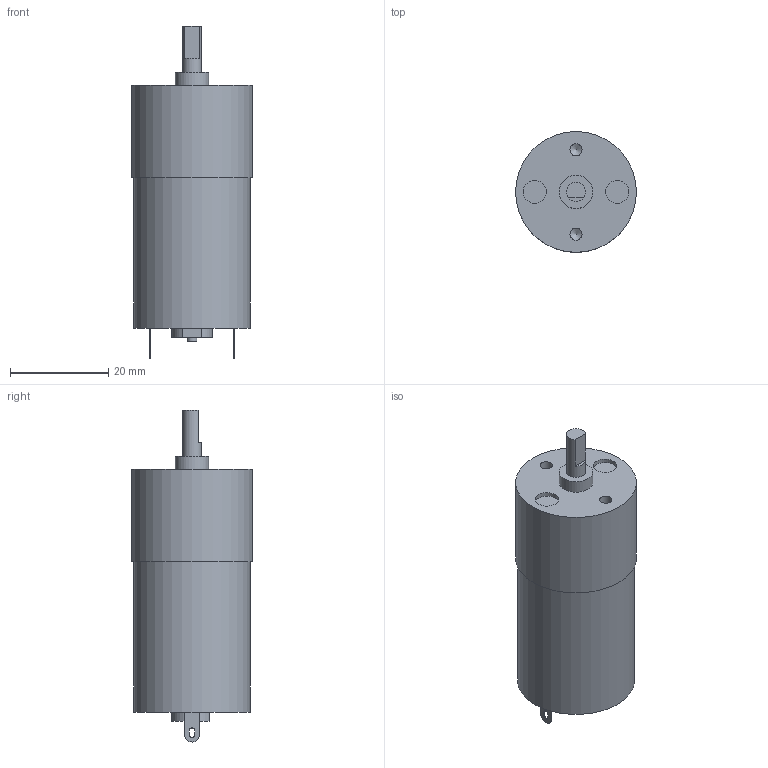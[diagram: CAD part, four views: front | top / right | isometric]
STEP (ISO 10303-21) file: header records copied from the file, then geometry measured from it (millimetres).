
FILE_DESCRIPTION(/* description */ (''),/* implementation_level */ '2;1');
FILE_NAME(/* name */ 'Motor.iam.stp',/* time_stamp */ '2014-02-16T10:53:16-05:00',/* author */ ('Spooner'),/* organization */ (''),/* preprocessor_version */ 'ST-DEVELOPER v15.2',/* originating_system */ 'Autodesk Inventor 2014',/* authorisation */ '');
FILE_SCHEMA (('AUTOMOTIVE_DESIGN { 1 0 10303 214 3 1 1 }'));
Length unit declared in the file: inch
Products named in the file (3): Motor Body; Motor Shaft; Motor
Bounding box: 24.59 x 24.59 x 67.53 mm (x, y, z)
Volume: 22688.9 mm3; surface area: 5129.6 mm2
Topology: 2 solids, 2 shells, 45 faces, 94 edges, 62 vertices
Faces by surface type: plane 26, cylinder 17, cone 2
Full cylindrical faces by diameter (mm): 1.981 x1, 2.464 x2, 3.81 x1, 3.861 x1, 4.724 x2, 6.807 x1, 23.724 x1, 24.587 x1
Entity records: 1216 total; most frequent: DIRECTION 214, CARTESIAN_POINT 188, ORIENTED_EDGE 158, AXIS2_PLACEMENT_3D 85, EDGE_CURVE 79, EDGE_LOOP 70, VERTEX_POINT 59, ADVANCED_FACE 45
